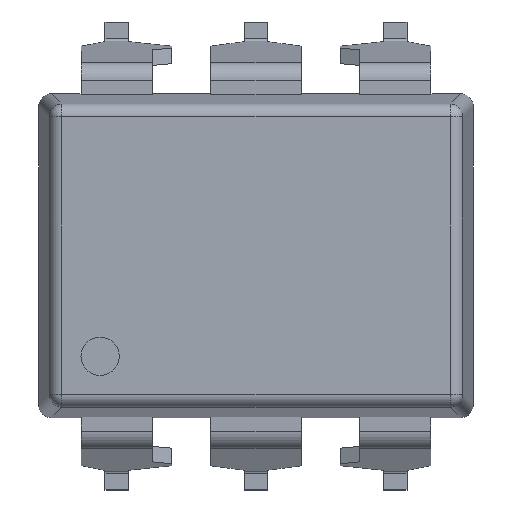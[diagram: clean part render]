
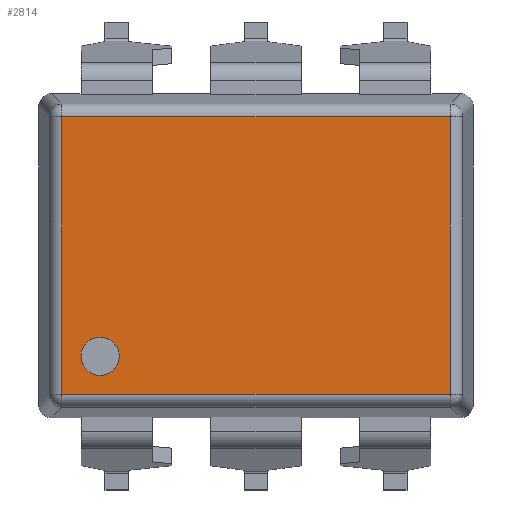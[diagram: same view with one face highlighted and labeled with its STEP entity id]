
A CAD part, top view. The second image highlights one B-rep face of the part: STEP entity #2814.
In plain terms, the highlighted planar face has unit normal (0, 0, 1).
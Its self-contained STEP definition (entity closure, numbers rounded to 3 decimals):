
#125=FACE_BOUND('',#1101,.T.);
#132=PLANE('',#3012);
#261=LINE('',#4106,#582);
#267=LINE('',#4129,#588);
#269=LINE('',#4132,#590);
#271=LINE('',#4135,#592);
#582=VECTOR('',#3322,10.);
#588=VECTOR('',#3350,10.);
#590=VECTOR('',#3354,10.);
#592=VECTOR('',#3358,10.);
#952=FACE_OUTER_BOUND('',#1100,.T.);
#1100=EDGE_LOOP('',(#2116,#2117,#2118,#2119));
#1101=EDGE_LOOP('',(#2120));
#1241=CIRCLE('',#3013,0.375);
#1335=VERTEX_POINT('',#4097);
#1336=VERTEX_POINT('',#4101);
#1338=VERTEX_POINT('',#4109);
#1341=VERTEX_POINT('',#4119);
#1349=VERTEX_POINT('',#4155);
#1621=EDGE_CURVE('',#1335,#1336,#261,.T.);
#1633=EDGE_CURVE('',#1336,#1341,#267,.T.);
#1635=EDGE_CURVE('',#1341,#1338,#269,.T.);
#1637=EDGE_CURVE('',#1338,#1335,#271,.T.);
#1647=EDGE_CURVE('',#1349,#1349,#1241,.T.);
#2116=ORIENTED_EDGE('',*,*,#1621,.F.);
#2117=ORIENTED_EDGE('',*,*,#1637,.F.);
#2118=ORIENTED_EDGE('',*,*,#1635,.F.);
#2119=ORIENTED_EDGE('',*,*,#1633,.F.);
#2120=ORIENTED_EDGE('',*,*,#1647,.T.);
#2814=ADVANCED_FACE('',(#952,#125),#132,.T.);
#3012=AXIS2_PLACEMENT_3D('',#4154,#3374,#3375);
#3013=AXIS2_PLACEMENT_3D('',#4156,#3376,#3377);
#3322=DIRECTION('',(1.,0.,0.));
#3350=DIRECTION('',(0.,-1.,0.));
#3354=DIRECTION('',(-1.,0.,0.));
#3358=DIRECTION('',(0.,1.,0.));
#3374=DIRECTION('center_axis',(0.,0.,1.));
#3375=DIRECTION('ref_axis',(1.,0.,0.));
#3376=DIRECTION('center_axis',(0.,0.,-1.));
#3377=DIRECTION('ref_axis',(-1.,0.,0.));
#4097=CARTESIAN_POINT('',(-3.802,2.722,4.8));
#4101=CARTESIAN_POINT('',(3.802,2.722,4.8));
#4106=CARTESIAN_POINT('',(-2.128,2.722,4.8));
#4109=CARTESIAN_POINT('',(-3.802,-2.722,4.8));
#4119=CARTESIAN_POINT('',(3.802,-2.722,4.8));
#4129=CARTESIAN_POINT('',(3.802,1.588,4.8));
#4132=CARTESIAN_POINT('',(2.128,-2.722,4.8));
#4135=CARTESIAN_POINT('',(-3.802,-1.588,4.8));
#4154=CARTESIAN_POINT('Origin',(0.,0.,
4.8));
#4155=CARTESIAN_POINT('',(-2.68,-1.975,4.8));
#4156=CARTESIAN_POINT('Origin',(-3.055,-1.975,4.8));
